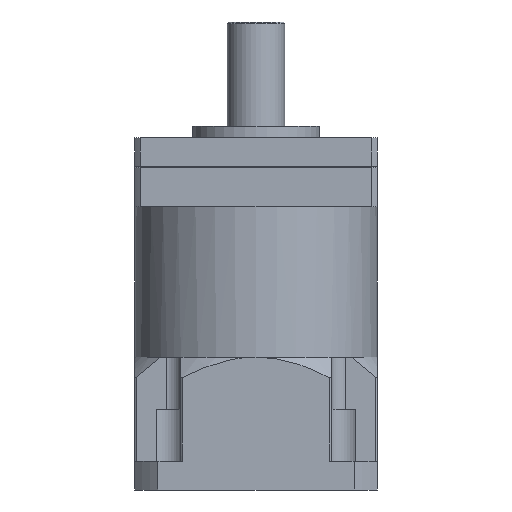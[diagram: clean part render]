
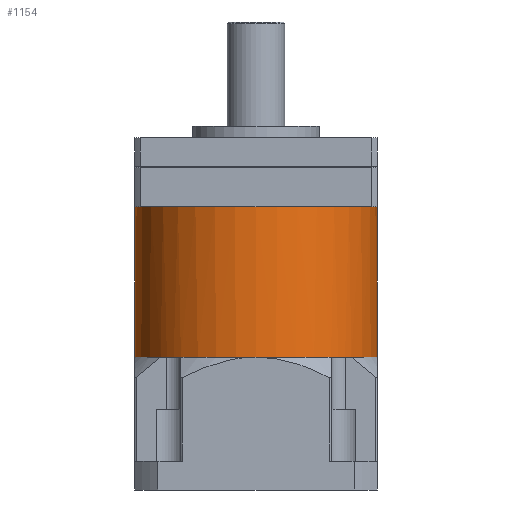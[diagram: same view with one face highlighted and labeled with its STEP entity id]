
A CAD part, front view. The second image highlights one B-rep face of the part: STEP entity #1154.
In plain terms, the highlighted cylindrical face has radius 21 mm (diameter 42 mm), a partial arc.
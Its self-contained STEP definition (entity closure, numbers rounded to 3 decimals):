
#52 = CARTESIAN_POINT ( 'NONE',  ( 0., 0., 49. ) ) ;
#106 = CARTESIAN_POINT ( 'NONE',  ( 0., 0., 23. ) ) ;
#149 = EDGE_CURVE ( 'NONE', #1342, #2251, #3487, .T. ) ;
#294 = DIRECTION ( 'NONE',  ( -1., 0., 0. ) ) ;
#309 = CARTESIAN_POINT ( 'NONE',  ( 21., 0., 23. ) ) ;
#327 = AXIS2_PLACEMENT_3D ( 'NONE', #52, #2191, #2155 ) ;
#354 = EDGE_CURVE ( 'NONE', #5733, #2484, #4574, .T. ) ;
#362 = DIRECTION ( 'NONE',  ( 0., 0., -1. ) ) ;
#489 = EDGE_CURVE ( 'NONE', #5733, #5380, #5274, .T. ) ;
#683 = DIRECTION ( 'NONE',  ( 0., 0., 1. ) ) ;
#813 = DIRECTION ( 'NONE',  ( 0., 0., -1. ) ) ;
#836 = CARTESIAN_POINT ( 'NONE',  ( 0., 0., 23. ) ) ;
#877 = CARTESIAN_POINT ( 'NONE',  ( 0., -21., 23. ) ) ;
#976 = CARTESIAN_POINT ( 'NONE',  ( 0., 0., 23. ) ) ;
#1002 = AXIS2_PLACEMENT_3D ( 'NONE', #106, #6023, #3574 ) ;
#1154 = ADVANCED_FACE ( 'NONE', ( #6305 ), #5631, .T. ) ;
#1155 = AXIS2_PLACEMENT_3D ( 'NONE', #3700, #4775, #5680 ) ;
#1313 = DIRECTION ( 'NONE',  ( 0., 0., -1. ) ) ;
#1342 = VERTEX_POINT ( 'NONE', #3923 ) ;
#1374 = CIRCLE ( 'NONE', #4796, 21. ) ;
#1411 = VECTOR ( 'NONE', #813, 1000. ) ;
#1576 = EDGE_LOOP ( 'NONE', ( #5616, #3232, #3048, #4101, #2502, #2288, #2048, #2415, #5485, #1781 ) ) ;
#1781 = ORIENTED_EDGE ( 'NONE', *, *, #6271, .F. ) ;
#1892 = VERTEX_POINT ( 'NONE', #4779 ) ;
#1967 = DIRECTION ( 'NONE',  ( 0., 0., -1. ) ) ;
#2038 = CIRCLE ( 'NONE', #1155, 21. ) ;
#2048 = ORIENTED_EDGE ( 'NONE', *, *, #6159, .F. ) ;
#2099 = AXIS2_PLACEMENT_3D ( 'NONE', #5827, #3868, #3397 ) ;
#2134 = CARTESIAN_POINT ( 'NONE',  ( 0., 0., 49. ) ) ;
#2155 = DIRECTION ( 'NONE',  ( -1., 0., 0. ) ) ;
#2191 = DIRECTION ( 'NONE',  ( 0., 0., -1. ) ) ;
#2251 = VERTEX_POINT ( 'NONE', #5715 ) ;
#2267 = VERTEX_POINT ( 'NONE', #309 ) ;
#2288 = ORIENTED_EDGE ( 'NONE', *, *, #149, .T. ) ;
#2415 = ORIENTED_EDGE ( 'NONE', *, *, #5869, .F. ) ;
#2482 = CARTESIAN_POINT ( 'NONE',  ( -21., 0., 49. ) ) ;
#2484 = VERTEX_POINT ( 'NONE', #2866 ) ;
#2502 = ORIENTED_EDGE ( 'NONE', *, *, #3966, .F. ) ;
#2866 = CARTESIAN_POINT ( 'NONE',  ( 0., -21., 49. ) ) ;
#2885 = AXIS2_PLACEMENT_3D ( 'NONE', #836, #362, #3813 ) ;
#3048 = ORIENTED_EDGE ( 'NONE', *, *, #354, .F. ) ;
#3199 = DIRECTION ( 'NONE',  ( 0., 0., 1. ) ) ;
#3232 = ORIENTED_EDGE ( 'NONE', *, *, #4877, .F. ) ;
#3241 = DIRECTION ( 'NONE',  ( 1., 0., 0. ) ) ;
#3315 = EDGE_CURVE ( 'NONE', #1892, #4107, #2038, .T. ) ;
#3356 = DIRECTION ( 'NONE',  ( 0., 0., -1. ) ) ;
#3397 = DIRECTION ( 'NONE',  ( 1., 0., 0. ) ) ;
#3439 = CARTESIAN_POINT ( 'NONE',  ( 21., 0., 49. ) ) ;
#3487 = CIRCLE ( 'NONE', #2099, 21. ) ;
#3569 = EDGE_CURVE ( 'NONE', #4482, #2267, #5335, .T. ) ;
#3574 = DIRECTION ( 'NONE',  ( -1., 0., 0. ) ) ;
#3590 = DIRECTION ( 'NONE',  ( 1., 0., 0. ) ) ;
#3700 = CARTESIAN_POINT ( 'NONE',  ( 0., 0., 23. ) ) ;
#3784 = CARTESIAN_POINT ( 'NONE',  ( 21., 0., 49. ) ) ;
#3813 = DIRECTION ( 'NONE',  ( -1., 0., 0. ) ) ;
#3817 = VERTEX_POINT ( 'NONE', #877 ) ;
#3868 = DIRECTION ( 'NONE',  ( 0., 0., 1. ) ) ;
#3923 = CARTESIAN_POINT ( 'NONE',  ( -16.492, -13., 23. ) ) ;
#3966 = EDGE_CURVE ( 'NONE', #1342, #5380, #5914, .T. ) ;
#4101 = ORIENTED_EDGE ( 'NONE', *, *, #489, .T. ) ;
#4107 = VERTEX_POINT ( 'NONE', #4415 ) ;
#4327 = CARTESIAN_POINT ( 'NONE',  ( -21., 0., 49. ) ) ;
#4381 = DIRECTION ( 'NONE',  ( -1., 0., 0. ) ) ;
#4388 = AXIS2_PLACEMENT_3D ( 'NONE', #5269, #1313, #294 ) ;
#4415 = CARTESIAN_POINT ( 'NONE',  ( 16.492, -13., 23. ) ) ;
#4482 = VERTEX_POINT ( 'NONE', #3784 ) ;
#4574 = CIRCLE ( 'NONE', #4923, 21. ) ;
#4631 = VECTOR ( 'NONE', #1967, 1000. ) ;
#4710 = CARTESIAN_POINT ( 'NONE',  ( 0., 0., 49. ) ) ;
#4775 = DIRECTION ( 'NONE',  ( 0., 0., 1. ) ) ;
#4779 = CARTESIAN_POINT ( 'NONE',  ( 13., -16.492, 23. ) ) ;
#4796 = AXIS2_PLACEMENT_3D ( 'NONE', #4710, #3199, #3241 ) ;
#4877 = EDGE_CURVE ( 'NONE', #2484, #4482, #1374, .T. ) ;
#4923 = AXIS2_PLACEMENT_3D ( 'NONE', #2134, #683, #3590 ) ;
#5007 = CIRCLE ( 'NONE', #5612, 21. ) ;
#5269 = CARTESIAN_POINT ( 'NONE',  ( 0., 0., 23. ) ) ;
#5274 = LINE ( 'NONE', #4327, #1411 ) ;
#5335 = LINE ( 'NONE', #3439, #4631 ) ;
#5380 = VERTEX_POINT ( 'NONE', #6129 ) ;
#5485 = ORIENTED_EDGE ( 'NONE', *, *, #3315, .T. ) ;
#5612 = AXIS2_PLACEMENT_3D ( 'NONE', #976, #3356, #4381 ) ;
#5616 = ORIENTED_EDGE ( 'NONE', *, *, #3569, .F. ) ;
#5631 = CYLINDRICAL_SURFACE ( 'NONE', #327, 21. ) ;
#5680 = DIRECTION ( 'NONE',  ( 1., 0., 0. ) ) ;
#5715 = CARTESIAN_POINT ( 'NONE',  ( -13., -16.492, 23. ) ) ;
#5733 = VERTEX_POINT ( 'NONE', #2482 ) ;
#5827 = CARTESIAN_POINT ( 'NONE',  ( 0., 0., 23. ) ) ;
#5869 = EDGE_CURVE ( 'NONE', #1892, #3817, #6342, .T. ) ;
#5914 = CIRCLE ( 'NONE', #2885, 21. ) ;
#6023 = DIRECTION ( 'NONE',  ( 0., 0., -1. ) ) ;
#6124 = CIRCLE ( 'NONE', #4388, 21. ) ;
#6129 = CARTESIAN_POINT ( 'NONE',  ( -21., 0., 23. ) ) ;
#6159 = EDGE_CURVE ( 'NONE', #3817, #2251, #6124, .T. ) ;
#6271 = EDGE_CURVE ( 'NONE', #2267, #4107, #5007, .T. ) ;
#6305 = FACE_OUTER_BOUND ( 'NONE', #1576, .T. ) ;
#6342 = CIRCLE ( 'NONE', #1002, 21. ) ;
